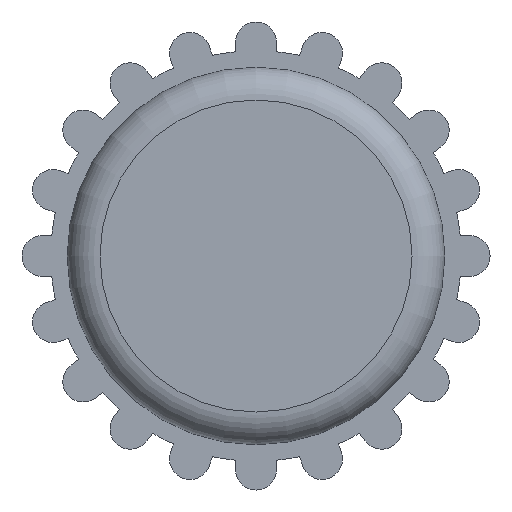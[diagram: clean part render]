
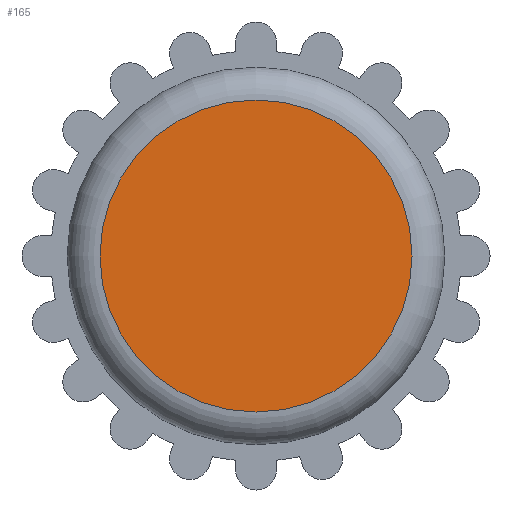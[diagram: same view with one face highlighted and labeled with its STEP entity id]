
A CAD part, front view. The second image highlights one B-rep face of the part: STEP entity #165.
In plain terms, the highlighted planar face has unit normal (0, -1, 0).
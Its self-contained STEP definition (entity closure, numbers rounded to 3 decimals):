
#165 = ADVANCED_FACE( '', ( #387 ), #388, .F. );
#387 = FACE_OUTER_BOUND( '', #660, .T. );
#388 = PLANE( '', #661 );
#660 = EDGE_LOOP( '', ( #1208 ) );
#661 = AXIS2_PLACEMENT_3D( '', #1209, #1210, #1211 );
#1208 = ORIENTED_EDGE( '', *, *, #1778, .T. );
#1209 = CARTESIAN_POINT( '', ( 9.5, 0., 0. ) );
#1210 = DIRECTION( '', ( 0., 1., 0. ) );
#1211 = DIRECTION( '', ( 0., 0., 1. ) );
#1778 = EDGE_CURVE( '', #2199, #2199, #2200, .T. );
#2199 = VERTEX_POINT( '', #2745 );
#2200 = CIRCLE( '', #2746, 9.5 );
#2745 = CARTESIAN_POINT( '', ( 0., 0., -9.5 ) );
#2746 = AXIS2_PLACEMENT_3D( '', #3346, #3347, #3348 );
#3346 = CARTESIAN_POINT( '', ( 0., 0., 0. ) );
#3347 = DIRECTION( '', ( 0., -1., 0. ) );
#3348 = DIRECTION( '', ( 0., 0., -1. ) );
